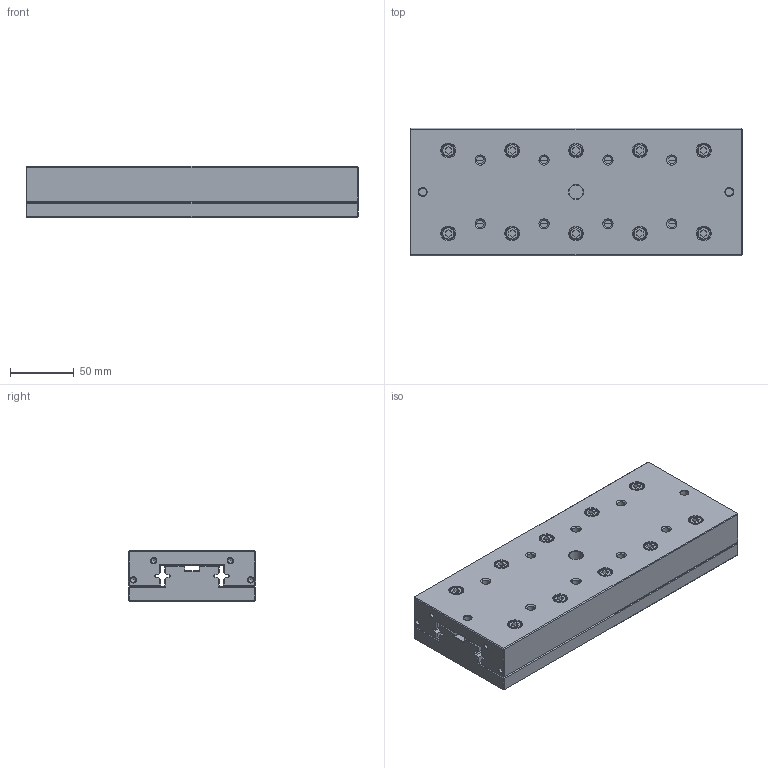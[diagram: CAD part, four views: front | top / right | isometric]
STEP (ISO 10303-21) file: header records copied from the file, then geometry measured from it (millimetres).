
FILE_DESCRIPTION(/* description */ (''),/* implementation_level */ '2;1');
FILE_NAME(/* name */ 'RTA-6250_A.stp',/* time_stamp */ '2012-06-07T08:15:45+02:00',/* author */ (''),/* organization */ (''),/* preprocessor_version */ 'ST-DEVELOPER v11',/* originating_system */ 'SIEMENS PLM Software NX 7.5',/* authorisation */ '');
FILE_SCHEMA (('AUTOMOTIVE_DESIGN { 1 0 10303 214 1 1 1 1 }'));
Length unit declared in the file: millimetre
Products named in the file (1): 015501_A
Bounding box: 260 x 100 x 40 mm (x, y, z)
Volume: 967759.3 mm3; surface area: 168867.7 mm2
Topology: 2 solids, 2 shells, 652 faces, 1525 edges, 962 vertices
Faces by surface type: plane 433, cone 91, cylinder 80, extrusion 48
Full cylindrical faces by diameter (mm): 4 x8, 6 x15, 6.8 x6, 10 x20, 11 x25
Entity records: 18437 total; most frequent: CARTESIAN_POINT 4411, ORIENTED_EDGE 2658, DIRECTION 2646, EDGE_CURVE 1329, VERTEX_POINT 935, VECTOR 934, EDGE_LOOP 928, LINE 886
